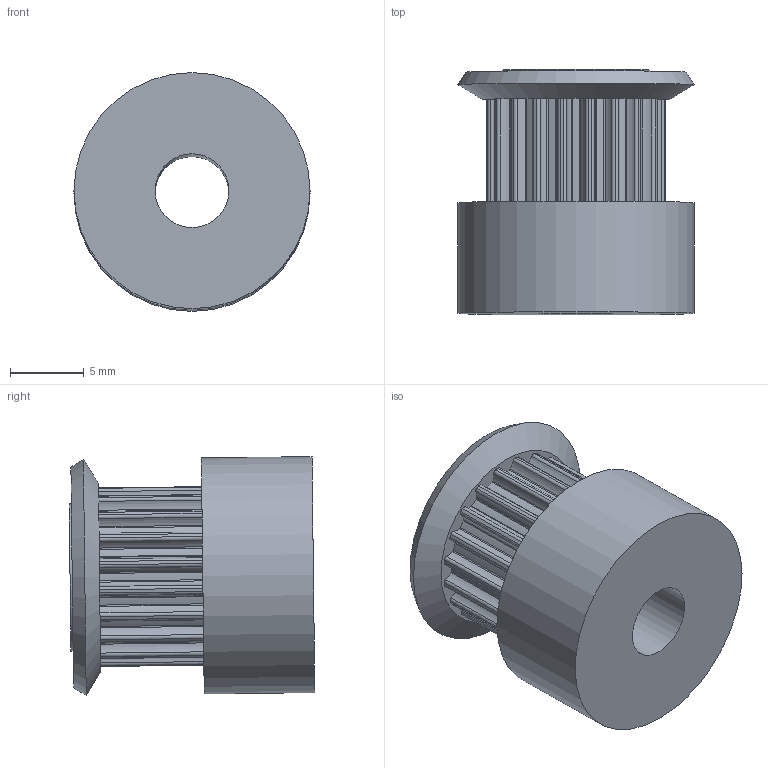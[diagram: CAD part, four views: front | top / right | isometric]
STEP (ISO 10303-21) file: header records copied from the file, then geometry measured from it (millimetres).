
FILE_DESCRIPTION(/* description */ (''),/* implementation_level */ '2;1');
FILE_NAME(/* name */ '',/* time_stamp */ '2024-03-06T18:51:24+08:00',/* author */ (''),/* organization */ (''),/* preprocessor_version */ 'ST-DEVELOPER v20',/* originating_system */ 'Autodesk Translation Framework v12.20.1.177',/* authorisation */ '');
FILE_SCHEMA (('AUTOMOTIVE_DESIGN { 1 0 10303 214 3 1 1 }'));
Length unit declared in the file: millimetre
Products named in the file (3): 写字机组装; 同步轮; 零部件16
Assembly tree (2 placements, depth 3):
  写字机组装
    同步轮
      零部件16
Bounding box: 16 x 16.65 x 16.18 mm (x, y, z)
Volume: 2167.4 mm3; surface area: 1658.6 mm2
Topology: 1 solids, 1 shells, 171 faces, 498 edges, 332 vertices
Faces by surface type: cylinder 163, plane 5, cone 3
Full cylindrical faces by diameter (mm): 5 x1, 10 x1, 16 x1
Entity records: 5948 total; most frequent: DIRECTION 1182, CARTESIAN_POINT 1006, ORIENTED_EDGE 996, AXIS2_PLACEMENT_3D 508, EDGE_CURVE 498, CIRCLE 332, VERTEX_POINT 332, EDGE_LOOP 176
